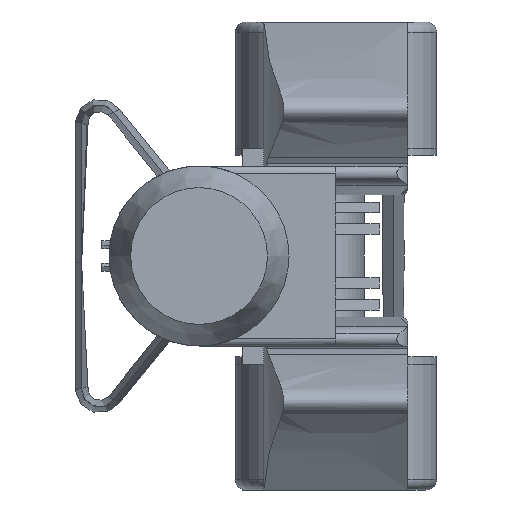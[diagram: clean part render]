
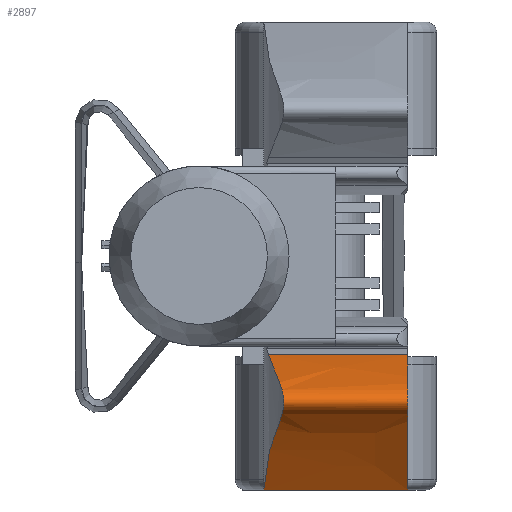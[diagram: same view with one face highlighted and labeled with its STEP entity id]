
A CAD part, left-side view. The second image highlights one B-rep face of the part: STEP entity #2897.
In plain terms, the highlighted free-form (B-spline) face has degree [2, 1] with [3, 2] control points.
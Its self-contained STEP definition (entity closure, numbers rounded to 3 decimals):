
#67=B_SPLINE_CURVE_WITH_KNOTS('',3,(#4941,#4942,#4943,#4944,#4945,#4946,
#4947,#4948,#4949,#4950,#4951,#4952,#4953,#4954,#4955,#4956,#4957,#4958,
#4959,#4960,#4961,#4962,#4963,#4964),.UNSPECIFIED.,.F.,.F.,(4,2,2,2,2,2,
2,2,2,2,2,4),(0.,1.798,2.626,2.89,3.061,
3.216,3.417,3.782,4.573,5.802,
7.702,8.338),.UNSPECIFIED.);
#117=(
BOUNDED_CURVE()
B_SPLINE_CURVE(2,(#4272,#4273,#4274),.UNSPECIFIED.,.F.,.F.)
B_SPLINE_CURVE_WITH_KNOTS((3,3),(0.,6.452),.UNSPECIFIED.)
CURVE()
GEOMETRIC_REPRESENTATION_ITEM()
RATIONAL_B_SPLINE_CURVE((1.,2.809,1.345))
REPRESENTATION_ITEM('')
);
#136=(
BOUNDED_SURFACE()
B_SPLINE_SURFACE(2,1,((#4934,#4935),(#4936,#4937),(#4938,#4939)),
 .UNSPECIFIED.,.F.,.F.,.F.)
B_SPLINE_SURFACE_WITH_KNOTS((3,3),(2,2),(0.,6.452),(0.,2.4),
 .UNSPECIFIED.)
GEOMETRIC_REPRESENTATION_ITEM()
RATIONAL_B_SPLINE_SURFACE(((1.,1.),(2.809,2.809),
(1.345,1.345)))
REPRESENTATION_ITEM('')
SURFACE()
);
#343=LINE('',#4932,#575);
#345=LINE('',#4965,#577);
#575=VECTOR('',#3611,10.);
#577=VECTOR('',#3613,10.);
#831=FACE_OUTER_BOUND('',#1004,.T.);
#1004=EDGE_LOOP('',(#2253,#2254,#2255,#2256));
#1278=VERTEX_POINT('',#4267);
#1279=VERTEX_POINT('',#4271);
#1362=VERTEX_POINT('',#4918);
#1363=VERTEX_POINT('',#4940);
#1563=EDGE_CURVE('',#1279,#1278,#117,.T.);
#1698=EDGE_CURVE('',#1278,#1362,#343,.T.);
#1700=EDGE_CURVE('',#1362,#1363,#67,.T.);
#1701=EDGE_CURVE('',#1279,#1363,#345,.T.);
#2253=ORIENTED_EDGE('',*,*,#1700,.T.);
#2254=ORIENTED_EDGE('',*,*,#1701,.F.);
#2255=ORIENTED_EDGE('',*,*,#1563,.T.);
#2256=ORIENTED_EDGE('',*,*,#1698,.T.);
#2897=ADVANCED_FACE('',(#831),#136,.T.);
#3611=DIRECTION('',(0.,1.,0.));
#3613=DIRECTION('',(0.,1.,0.));
#4267=CARTESIAN_POINT('',(17.671,0.,-13.699));
#4271=CARTESIAN_POINT('',(35.,0.,-32.5));
#4272=CARTESIAN_POINT('Ctrl Pts',(35.,0.,-32.5));
#4273=CARTESIAN_POINT('Ctrl Pts',(-8.471,0.,-20.425));
#4274=CARTESIAN_POINT('Ctrl Pts',(17.671,0.,-13.699));
#4918=CARTESIAN_POINT('',(17.671,19.364,-13.699));
#4932=CARTESIAN_POINT('',(17.671,0.,-13.699));
#4934=CARTESIAN_POINT('Ctrl Pts',(35.,0.,-32.5));
#4935=CARTESIAN_POINT('Ctrl Pts',(35.,24.,-32.5));
#4936=CARTESIAN_POINT('Ctrl Pts',(-8.471,0.,-20.425));
#4937=CARTESIAN_POINT('Ctrl Pts',(-8.471,24.,-20.425));
#4938=CARTESIAN_POINT('Ctrl Pts',(17.671,0.,-13.699));
#4939=CARTESIAN_POINT('Ctrl Pts',(17.671,24.,-13.699));
#4940=CARTESIAN_POINT('',(35.,20.,-32.5));
#4941=CARTESIAN_POINT('Ctrl Pts',(17.671,19.364,-13.699));
#4942=CARTESIAN_POINT('Ctrl Pts',(11.885,18.876,-15.188));
#4943=CARTESIAN_POINT('Ctrl Pts',(7.202,18.198,-16.528));
#4944=CARTESIAN_POINT('Ctrl Pts',(3.083,17.544,-18.284));
#4945=CARTESIAN_POINT('Ctrl Pts',(2.231,17.397,-18.787));
#4946=CARTESIAN_POINT('Ctrl Pts',(1.594,17.286,-19.419));
#4947=CARTESIAN_POINT('Ctrl Pts',(1.45,17.26,-19.597));
#4948=CARTESIAN_POINT('Ctrl Pts',(1.296,17.234,-19.923));
#4949=CARTESIAN_POINT('Ctrl Pts',(1.259,17.227,-20.058));
#4950=CARTESIAN_POINT('Ctrl Pts',(1.245,17.224,-20.329));
#4951=CARTESIAN_POINT('Ctrl Pts',(1.264,17.228,-20.455));
#4952=CARTESIAN_POINT('Ctrl Pts',(1.356,17.244,-20.736));
#4953=CARTESIAN_POINT('Ctrl Pts',(1.442,17.259,-20.882));
#4954=CARTESIAN_POINT('Ctrl Pts',(1.722,17.308,-21.256));
#4955=CARTESIAN_POINT('Ctrl Pts',(1.972,17.352,-21.483));
#4956=CARTESIAN_POINT('Ctrl Pts',(2.853,17.502,-22.147));
#4957=CARTESIAN_POINT('Ctrl Pts',(3.762,17.656,-22.649));
#4958=CARTESIAN_POINT('Ctrl Pts',(7.146,18.18,-24.13));
#4959=CARTESIAN_POINT('Ctrl Pts',(9.98,18.582,-25.12));
#4960=CARTESIAN_POINT('Ctrl Pts',(18.464,19.503,-27.824));
#4961=CARTESIAN_POINT('Ctrl Pts',(23.875,19.865,-29.375));
#4962=CARTESIAN_POINT('Ctrl Pts',(31.28,20.012,-31.463));
#4963=CARTESIAN_POINT('Ctrl Pts',(33.14,20.02,-31.983));
#4964=CARTESIAN_POINT('Ctrl Pts',(35.,20.,-32.5));
#4965=CARTESIAN_POINT('',(35.,0.,-32.5));
